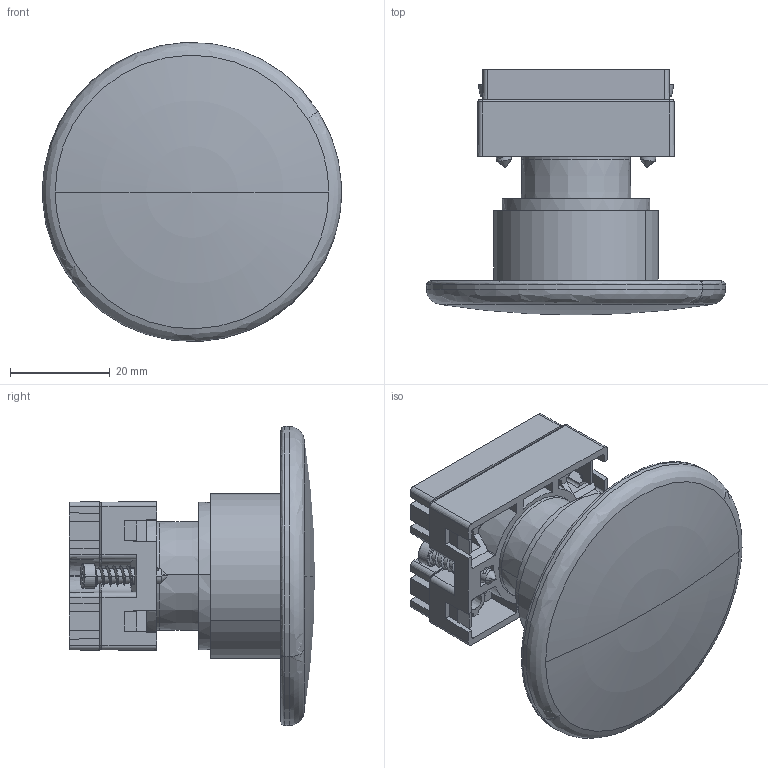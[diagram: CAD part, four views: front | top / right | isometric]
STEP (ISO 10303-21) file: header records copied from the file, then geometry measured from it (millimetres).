
FILE_DESCRIPTION (( 'STEP AP214' ), '1' );
FILE_NAME ('ECP3137.step', '2018-03-21T18:47:26', ( '' ), ( '' ), 'SwSTEP 2.0', 'SolidWorks 2017', '' );
FILE_SCHEMA (( 'AUTOMOTIVE_DESIGN' ));
Length unit declared in the file: inch
Products named in the file (1): ECP3137
Bounding box: 59.94 x 49.25 x 59.94 mm (x, y, z)
Volume: 30385.7 mm3; surface area: 28023.4 mm2
Topology: 7 solids, 7 shells, 811 faces, 2211 edges, 1433 vertices
Faces by surface type: plane 368, cone 199, cylinder 149, bspline 89, torus 6
Entity records: 41634 total; most frequent: CARTESIAN_POINT 11443, ORIENTED_EDGE 4410, DIRECTION 3794, EDGE_CURVE 2205, VERTEX_POINT 1433, AXIS2_PLACEMENT_3D 1339, VECTOR 1116, LINE 1116
